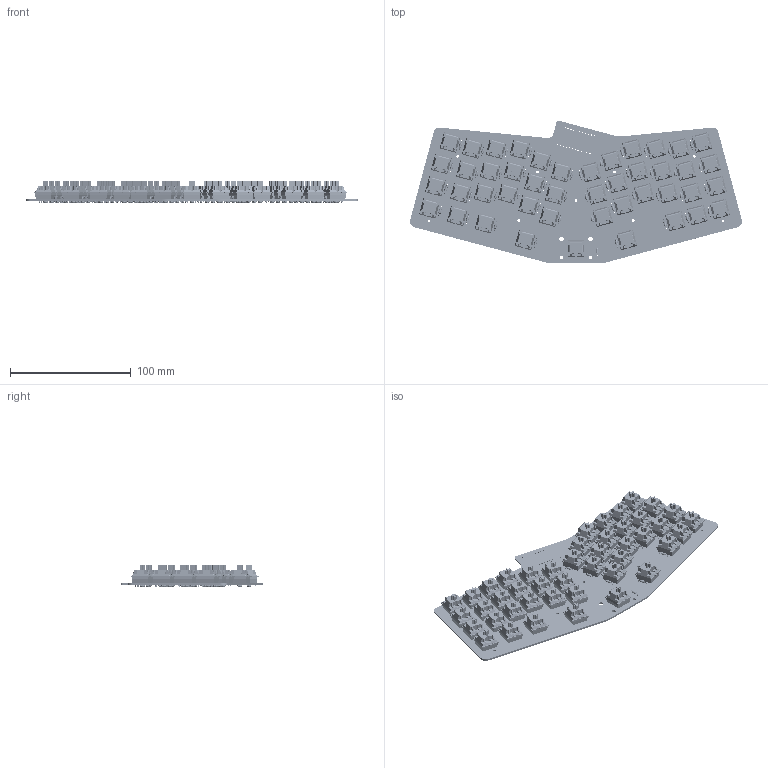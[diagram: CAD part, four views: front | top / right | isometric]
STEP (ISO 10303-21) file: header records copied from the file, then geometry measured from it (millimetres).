
FILE_DESCRIPTION(('KiCad electronic assembly'),'2;1');
FILE_NAME('ergo45-pcb.step','2024-01-28T10:55:20',('Pcbnew'),('Kicad'), 'Open CASCADE STEP processor 7.6','KiCad to STEP converter','Unknown' );
FILE_SCHEMA(('AUTOMOTIVE_DESIGN { 1 0 10303 214 1 1 1 1 }'));
Length unit declared in the file: millimetre
Products named in the file (6): ergo45-pcb 1; switch; cherry mx v28; D_DO-35_SOD27_P7.62mm_Horizontal; ergo45-pcb PCB
Assembly tree (93 placements, depth 3):
  ergo45-pcb 1
    switch  x45
      cherry mx v28
    D_DO-35_SOD27_P7.62mm_Horizontal  x45
      D_DO-35_SOD27_P7.62mm_Horizontal
    ergo45-pcb PCB
Bounding box: 275 x 118.03 x 17.68 mm (x, y, z)
Volume: 117486.4 mm3; surface area: 132444 mm2
Topology: 451 solids, 451 shells, 7183 faces, 17448 edges, 11347 vertices
Faces by surface type: plane 5121, cylinder 1657, torus 180, cone 135, sphere 90
Full cylindrical faces by diameter (mm): 0.5 x135, 0.8 x90, 1 x24, 1.524 x90, 1.6 x90, 1.702 x90, 2 x90, 2.02 x45, 2.2 x9, 3.048 x2, 3.85 x45, 3.988 x47
Entity records: 62982 total; most frequent: CARTESIAN_POINT 16574, DIRECTION 8566, ORIENTED_EDGE 4624, PCURVE 4624, DEFINITIONAL_REPRESENTATION 4624, LINE 4495, VECTOR 4495, EDGE_CURVE 2312
